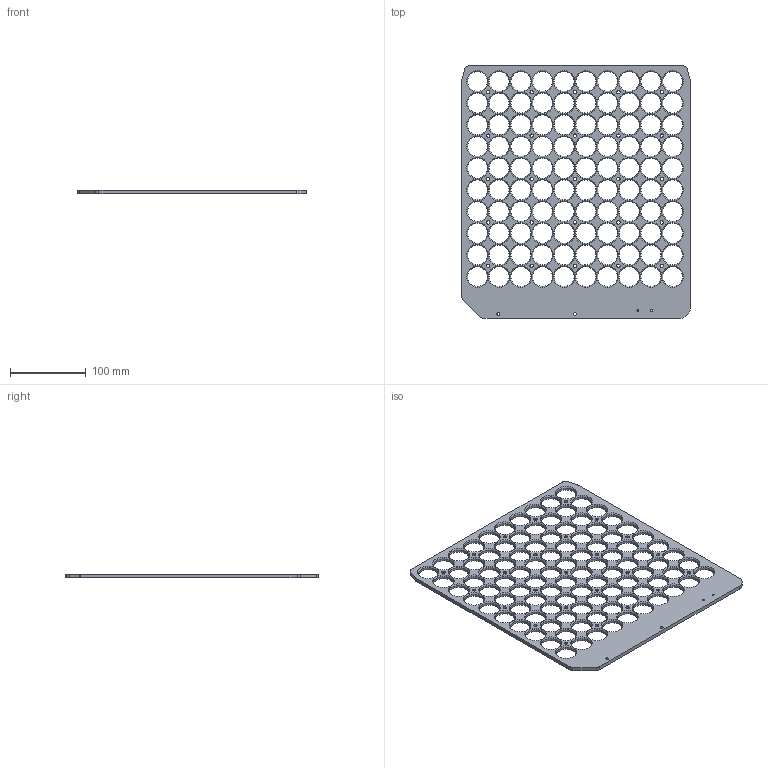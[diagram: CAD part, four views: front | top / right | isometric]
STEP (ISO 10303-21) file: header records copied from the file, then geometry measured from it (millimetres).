
FILE_DESCRIPTION(/* description */ ('VP COMP LAYER H 10 x 10 V3'),/* implementation_level */ '2;1');
FILE_NAME(/* name */ 'J009543 VP COMP LAYER H 10x10 V3 Rev B.stp',/* time_stamp */ '2022-10-18T17:36:07-04:00',/* author */ ('arnoldj'),/* organization */ (''),/* preprocessor_version */ 'ST-DEVELOPER v18.1',/* originating_system */ 'Autodesk Inventor 2020',/* authorisation */ '');
FILE_SCHEMA (('AUTOMOTIVE_DESIGN { 1 0 10303 214 3 1 1 }'));
Length unit declared in the file: inch
Products named in the file (1): J009543
Bounding box: 302.26 x 334.01 x 5.08 mm (x, y, z)
Volume: 220729.7 mm3; surface area: 134768.5 mm2
Topology: 1 solids, 1 shells, 272 faces, 969 edges, 729 vertices
Faces by surface type: cylinder 136, cone 127, plane 9
Full cylindrical faces by diameter (mm): 2.459 x2, 3.81 x2, 4.496 x25, 26.34 x100
Entity records: 11447 total; most frequent: DIRECTION 2140, CARTESIAN_POINT 1941, ORIENTED_EDGE 1878, EDGE_CURVE 939, AXIS2_PLACEMENT_3D 928, VERTEX_POINT 669, CIRCLE 655, EDGE_LOOP 530
